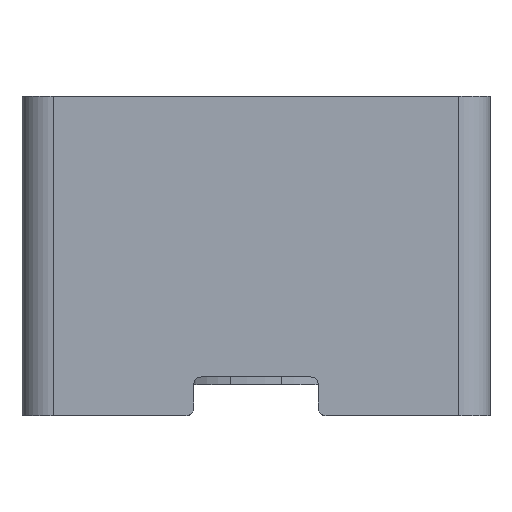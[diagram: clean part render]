
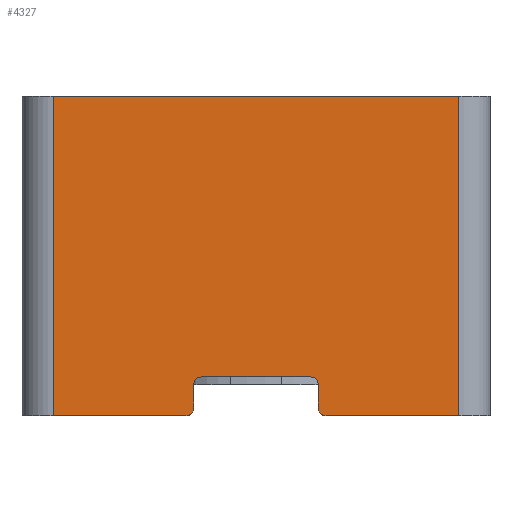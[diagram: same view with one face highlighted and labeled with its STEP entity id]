
A CAD part, front view. The second image highlights one B-rep face of the part: STEP entity #4327.
In plain terms, the highlighted planar face has unit normal (0, -1, 0).
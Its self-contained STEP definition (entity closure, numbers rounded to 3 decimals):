
#63=PLANE('',#4527);
#181=CIRCLE('',#4528,0.1);
#182=CIRCLE('',#4529,0.1);
#183=CIRCLE('',#4530,0.1);
#184=CIRCLE('',#4531,0.1);
#560=ORIENTED_EDGE('',*,*,#1411,.F.);
#561=ORIENTED_EDGE('',*,*,#1511,.F.);
#562=ORIENTED_EDGE('',*,*,#1512,.T.);
#563=ORIENTED_EDGE('',*,*,#1513,.T.);
#564=ORIENTED_EDGE('',*,*,#1514,.F.);
#565=ORIENTED_EDGE('',*,*,#1515,.F.);
#566=ORIENTED_EDGE('',*,*,#1516,.T.);
#567=ORIENTED_EDGE('',*,*,#1517,.F.);
#568=ORIENTED_EDGE('',*,*,#1518,.T.);
#569=ORIENTED_EDGE('',*,*,#1519,.T.);
#570=ORIENTED_EDGE('',*,*,#1520,.T.);
#571=ORIENTED_EDGE('',*,*,#1399,.T.);
#1399=EDGE_CURVE('',#1883,#1881,#2186,.T.);
#1411=EDGE_CURVE('',#1894,#1881,#2194,.T.);
#1511=EDGE_CURVE('',#1979,#1894,#2234,.T.);
#1512=EDGE_CURVE('',#1979,#1980,#2235,.T.);
#1513=EDGE_CURVE('',#1980,#1981,#181,.T.);
#1514=EDGE_CURVE('',#1982,#1981,#2236,.T.);
#1515=EDGE_CURVE('',#1983,#1982,#182,.T.);
#1516=EDGE_CURVE('',#1983,#1984,#2237,.T.);
#1517=EDGE_CURVE('',#1985,#1984,#183,.T.);
#1518=EDGE_CURVE('',#1985,#1986,#2238,.T.);
#1519=EDGE_CURVE('',#1986,#1987,#184,.T.);
#1520=EDGE_CURVE('',#1987,#1883,#2239,.T.);
#1881=VERTEX_POINT('',#5591);
#1883=VERTEX_POINT('',#5594);
#1894=VERTEX_POINT('',#5619);
#1979=VERTEX_POINT('',#6095);
#1980=VERTEX_POINT('',#6097);
#1981=VERTEX_POINT('',#6099);
#1982=VERTEX_POINT('',#6101);
#1983=VERTEX_POINT('',#6103);
#1984=VERTEX_POINT('',#6105);
#1985=VERTEX_POINT('',#6107);
#1986=VERTEX_POINT('',#6109);
#1987=VERTEX_POINT('',#6111);
#2186=LINE('',#5593,#2425);
#2194=LINE('',#5620,#2433);
#2234=LINE('',#6094,#2473);
#2235=LINE('',#6096,#2474);
#2236=LINE('',#6100,#2475);
#2237=LINE('',#6104,#2476);
#2238=LINE('',#6108,#2477);
#2239=LINE('',#6112,#2478);
#2425=VECTOR('',#4792,1000.);
#2433=VECTOR('',#4814,1000.);
#2473=VECTOR('',#4882,1000.);
#2474=VECTOR('',#4883,1000.);
#2475=VECTOR('',#4886,1000.);
#2476=VECTOR('',#4889,1000.);
#2477=VECTOR('',#4892,1000.);
#2478=VECTOR('',#4895,1000.);
#2679=EDGE_LOOP('',(#560,#561,#562,#563,#564,#565,#566,#567,#568,#569,#570,
#571));
#2871=FACE_BOUND('',#2679,.T.);
#4327=ADVANCED_FACE('',(#2871),#63,.T.);
#4527=AXIS2_PLACEMENT_3D('',#6093,#4880,#4881);
#4528=AXIS2_PLACEMENT_3D('',#6098,#4884,#4885);
#4529=AXIS2_PLACEMENT_3D('',#6102,#4887,#4888);
#4530=AXIS2_PLACEMENT_3D('',#6106,#4890,#4891);
#4531=AXIS2_PLACEMENT_3D('',#6110,#4893,#4894);
#4792=DIRECTION('',(0.,0.,1.));
#4814=DIRECTION('',(1.,0.,0.));
#4880=DIRECTION('',(0.,-1.,0.));
#4881=DIRECTION('',(1.,0.,0.));
#4882=DIRECTION('',(0.,0.,1.));
#4883=DIRECTION('',(1.,0.,0.));
#4884=DIRECTION('',(0.,-1.,0.));
#4885=DIRECTION('',(1.,0.,0.));
#4886=DIRECTION('',(0.,0.,-1.));
#4887=DIRECTION('',(0.,-1.,0.));
#4888=DIRECTION('',(1.,0.,0.));
#4889=DIRECTION('',(1.,0.,0.));
#4890=DIRECTION('',(0.,-1.,0.));
#4891=DIRECTION('',(1.,0.,0.));
#4892=DIRECTION('',(0.,0.,-1.));
#4893=DIRECTION('',(0.,-1.,0.));
#4894=DIRECTION('',(1.,0.,0.));
#4895=DIRECTION('',(1.,0.,0.));
#5591=CARTESIAN_POINT('',(2.6,-3.,0.));
#5593=CARTESIAN_POINT('',(2.6,-3.,-4.1));
#5594=CARTESIAN_POINT('',(2.6,-3.,-4.1));
#5619=CARTESIAN_POINT('',(-2.6,-3.,0.));
#5620=CARTESIAN_POINT('',(-2.6,-3.,0.));
#6093=CARTESIAN_POINT('',(-2.6,-3.,-4.1));
#6094=CARTESIAN_POINT('',(-2.6,-3.,-4.1));
#6095=CARTESIAN_POINT('',(-2.6,-3.,-4.1));
#6096=CARTESIAN_POINT('',(-2.6,-3.,-4.1));
#6097=CARTESIAN_POINT('',(-0.9,-3.,-4.1));
#6098=CARTESIAN_POINT('',(-0.9,-3.,-4.));
#6099=CARTESIAN_POINT('',(-0.8,-3.,-4.));
#6100=CARTESIAN_POINT('',(-0.8,-3.,-3.6));
#6101=CARTESIAN_POINT('',(-0.8,-3.,-3.7));
#6102=CARTESIAN_POINT('',(-0.7,-3.,-3.7));
#6103=CARTESIAN_POINT('',(-0.7,-3.,-3.6));
#6104=CARTESIAN_POINT('',(-0.8,-3.,-3.6));
#6105=CARTESIAN_POINT('',(0.7,-3.,-3.6));
#6106=CARTESIAN_POINT('',(0.7,-3.,-3.7));
#6107=CARTESIAN_POINT('',(0.8,-3.,-3.7));
#6108=CARTESIAN_POINT('',(0.8,-3.,-3.6));
#6109=CARTESIAN_POINT('',(0.8,-3.,-4.));
#6110=CARTESIAN_POINT('',(0.9,-3.,-4.));
#6111=CARTESIAN_POINT('',(0.9,-3.,-4.1));
#6112=CARTESIAN_POINT('',(-2.6,-3.,-4.1));
